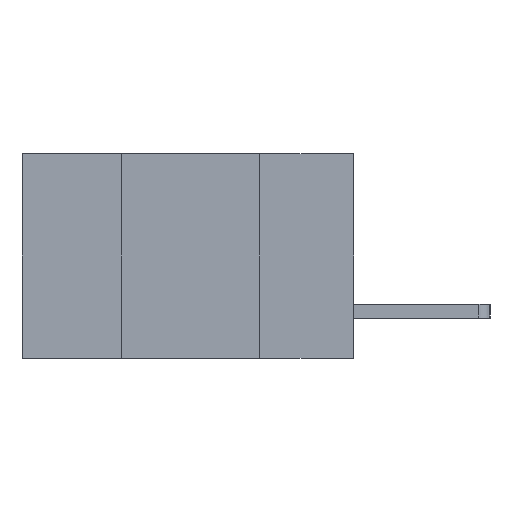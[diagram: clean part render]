
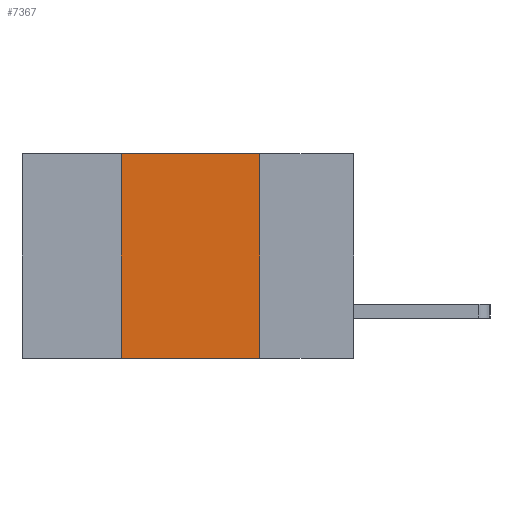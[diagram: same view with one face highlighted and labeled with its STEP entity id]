
A CAD part, left-side view. The second image highlights one B-rep face of the part: STEP entity #7367.
In plain terms, the highlighted planar face has unit normal (-1, 0, 0).
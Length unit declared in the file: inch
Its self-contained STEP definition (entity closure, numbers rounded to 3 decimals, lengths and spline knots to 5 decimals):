
#64 = LINE ( 'NONE', #10415, #3226 ) ;
#744 = VECTOR ( 'NONE', #11558, 39.37008 ) ;
#1793 = CARTESIAN_POINT ( 'NONE',  ( 0., 0.6, 0. ) ) ;
#1922 = DIRECTION ( 'NONE',  ( 1., 0., 0. ) ) ;
#2021 = EDGE_CURVE ( 'NONE', #3900, #12240, #64, .T. ) ;
#3061 = CARTESIAN_POINT ( 'NONE',  ( 0., 0.17, -0.37 ) ) ;
#3226 = VECTOR ( 'NONE', #3383, 39.37008 ) ;
#3383 = DIRECTION ( 'NONE',  ( 0., -1., 0. ) ) ;
#3883 = VECTOR ( 'NONE', #8974, 39.37008 ) ;
#3900 = VERTEX_POINT ( 'NONE', #10768 ) ;
#4008 = LINE ( 'NONE', #6419, #9388 ) ;
#4087 = DIRECTION ( 'NONE',  ( 0., 0., -1. ) ) ;
#4102 = PLANE ( 'NONE',  #12297 ) ;
#4178 = CARTESIAN_POINT ( 'NONE',  ( 0., 0.42, 0. ) ) ;
#4349 = LINE ( 'NONE', #1793, #3883 ) ;
#4724 = VERTEX_POINT ( 'NONE', #5945 ) ;
#5945 = CARTESIAN_POINT ( 'NONE',  ( 0., 0.17, 0. ) ) ;
#6419 = CARTESIAN_POINT ( 'NONE',  ( 0., 0.17, 0. ) ) ;
#6795 = CARTESIAN_POINT ( 'NONE',  ( 0., 0.42, 0. ) ) ;
#7367 = ADVANCED_FACE ( 'NONE', ( #9761 ), #4102, .F. ) ;
#8948 = CARTESIAN_POINT ( 'NONE',  ( 0., 0.6, 0. ) ) ;
#8974 = DIRECTION ( 'NONE',  ( 0., -1., 0. ) ) ;
#9060 = EDGE_CURVE ( 'NONE', #4724, #12240, #4008, .T. ) ;
#9388 = VECTOR ( 'NONE', #4087, 39.37008 ) ;
#9761 = FACE_OUTER_BOUND ( 'NONE', #10948, .T. ) ;
#10342 = ORIENTED_EDGE ( 'NONE', *, *, #2021, .T. ) ;
#10415 = CARTESIAN_POINT ( 'NONE',  ( 0., 0.6, -0.37 ) ) ;
#10768 = CARTESIAN_POINT ( 'NONE',  ( 0., 0.42, -0.37 ) ) ;
#10948 = EDGE_LOOP ( 'NONE', ( #13821, #14430, #14675, #10342 ) ) ;
#11558 = DIRECTION ( 'NONE',  ( 0., 0., 1. ) ) ;
#12240 = VERTEX_POINT ( 'NONE', #3061 ) ;
#12297 = AXIS2_PLACEMENT_3D ( 'NONE', #8948, #1922, #14395 ) ;
#12738 = EDGE_CURVE ( 'NONE', #3900, #14655, #14546, .T. ) ;
#13821 = ORIENTED_EDGE ( 'NONE', *, *, #9060, .F. ) ;
#14395 = DIRECTION ( 'NONE',  ( 0., 0., -1. ) ) ;
#14430 = ORIENTED_EDGE ( 'NONE', *, *, #14804, .F. ) ;
#14546 = LINE ( 'NONE', #4178, #744 ) ;
#14655 = VERTEX_POINT ( 'NONE', #6795 ) ;
#14675 = ORIENTED_EDGE ( 'NONE', *, *, #12738, .F. ) ;
#14804 = EDGE_CURVE ( 'NONE', #14655, #4724, #4349, .T. ) ;
